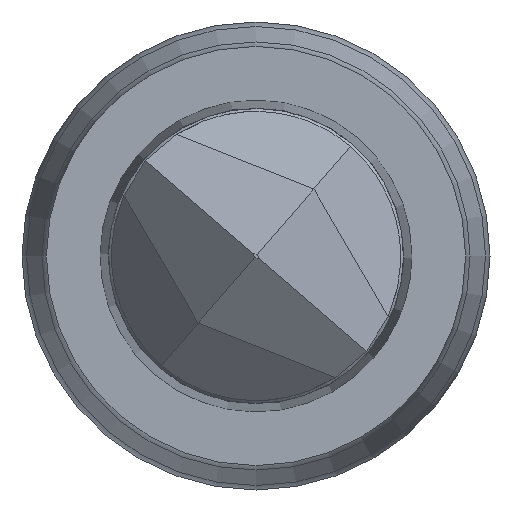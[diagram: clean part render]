
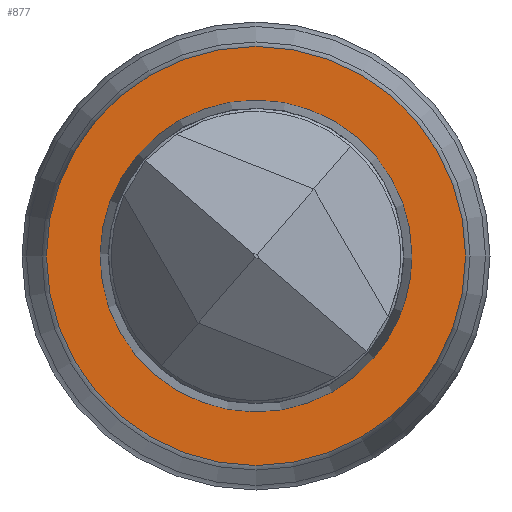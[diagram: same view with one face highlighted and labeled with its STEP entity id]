
A CAD part, left-side view. The second image highlights one B-rep face of the part: STEP entity #877.
In plain terms, the highlighted planar face has unit normal (-1, 0, 0).
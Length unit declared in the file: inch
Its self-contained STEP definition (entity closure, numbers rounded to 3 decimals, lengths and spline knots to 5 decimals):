
#30 = DIRECTION ( 'NONE',  ( 0., -1., 0. ) ) ;
#78 = CIRCLE ( 'NONE', #315, 0.01339 ) ;
#79 = ORIENTED_EDGE ( 'NONE', *, *, #782, .T. ) ;
#145 = AXIS2_PLACEMENT_3D ( 'NONE', #892, #680, #227 ) ;
#161 = CARTESIAN_POINT ( 'NONE',  ( 0., 0., 0. ) ) ;
#227 = DIRECTION ( 'NONE',  ( 0., 0., -1. ) ) ;
#312 = PLANE ( 'NONE',  #407 ) ;
#315 = AXIS2_PLACEMENT_3D ( 'NONE', #161, #857, #30 ) ;
#387 = DIRECTION ( 'NONE',  ( 0., 0., -1. ) ) ;
#400 = CIRCLE ( 'NONE', #145, 0.018 ) ;
#407 = AXIS2_PLACEMENT_3D ( 'NONE', #802, #799, #387 ) ;
#421 = FACE_OUTER_BOUND ( 'NONE', #772, .T. ) ;
#538 = CARTESIAN_POINT ( 'NONE',  ( 0., -0.01339, 0. ) ) ;
#560 = FACE_BOUND ( 'NONE', #801, .T. ) ;
#604 = VERTEX_POINT ( 'NONE', #538 ) ;
#663 = CARTESIAN_POINT ( 'NONE',  ( 0., 0., -0.018 ) ) ;
#680 = DIRECTION ( 'NONE',  ( -1., 0., 0. ) ) ;
#682 = EDGE_CURVE ( 'NONE', #806, #806, #400, .T. ) ;
#772 = EDGE_LOOP ( 'NONE', ( #791 ) ) ;
#782 = EDGE_CURVE ( 'NONE', #604, #604, #78, .T. ) ;
#791 = ORIENTED_EDGE ( 'NONE', *, *, #682, .T. ) ;
#799 = DIRECTION ( 'NONE',  ( -1., 0., 0. ) ) ;
#801 = EDGE_LOOP ( 'NONE', ( #79 ) ) ;
#802 = CARTESIAN_POINT ( 'NONE',  ( 0., -0.018, 0. ) ) ;
#806 = VERTEX_POINT ( 'NONE', #663 ) ;
#857 = DIRECTION ( 'NONE',  ( 1., 0., 0. ) ) ;
#877 = ADVANCED_FACE ( 'NONE', ( #560, #421 ), #312, .T. ) ;
#892 = CARTESIAN_POINT ( 'NONE',  ( 0., 0., 0. ) ) ;
